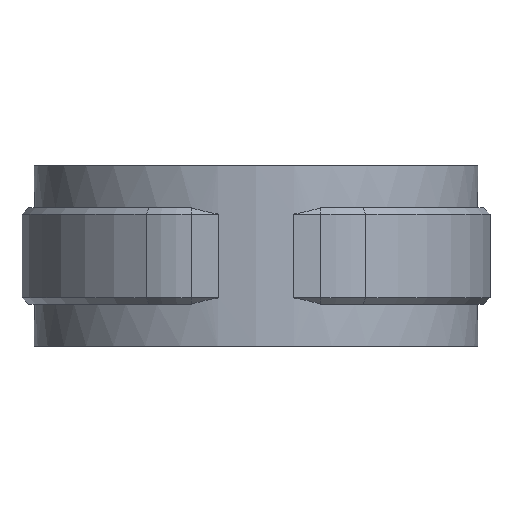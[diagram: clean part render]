
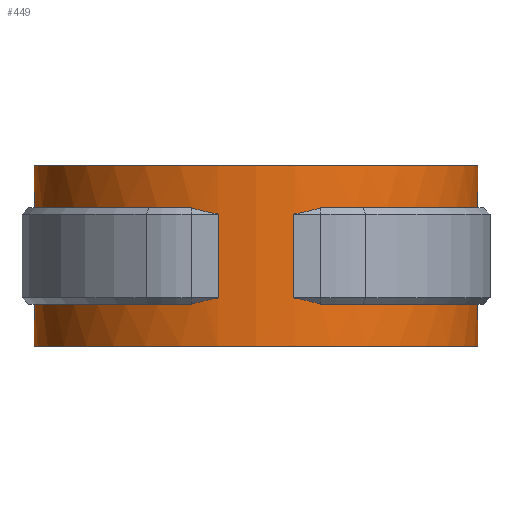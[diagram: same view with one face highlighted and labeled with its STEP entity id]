
A CAD part, front view. The second image highlights one B-rep face of the part: STEP entity #449.
In plain terms, the highlighted cylindrical face has radius 34.495 mm (diameter 68.99 mm), a partial arc.
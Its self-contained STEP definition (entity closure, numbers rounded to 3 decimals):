
#449 = ADVANCED_FACE( '', ( #891 ), #892, .T. );
#891 = FACE_OUTER_BOUND( '', #1971, .T. );
#892 = CYLINDRICAL_SURFACE( '', #1972, 34.495 );
#1971 = EDGE_LOOP( '', ( #4323, #4324, #4325, #4326, #4327, #4328, #4329, #4330, #4331, #4332, #4333, #4334, #4335, #4336, #4337, #4338 ) );
#1972 = AXIS2_PLACEMENT_3D( '', #4339, #4340, #4341 );
#4323 = ORIENTED_EDGE( '', *, *, #6890, .F. );
#4324 = ORIENTED_EDGE( '', *, *, #6891, .T. );
#4325 = ORIENTED_EDGE( '', *, *, #6892, .T. );
#4326 = ORIENTED_EDGE( '', *, *, #6893, .T. );
#4327 = ORIENTED_EDGE( '', *, *, #6894, .T. );
#4328 = ORIENTED_EDGE( '', *, *, #6870, .T. );
#4329 = ORIENTED_EDGE( '', *, *, #6882, .F. );
#4330 = ORIENTED_EDGE( '', *, *, #6739, .F. );
#4331 = ORIENTED_EDGE( '', *, *, #6895, .F. );
#4332 = ORIENTED_EDGE( '', *, *, #6896, .T. );
#4333 = ORIENTED_EDGE( '', *, *, #6897, .F. );
#4334 = ORIENTED_EDGE( '', *, *, #6898, .T. );
#4335 = ORIENTED_EDGE( '', *, *, #6899, .T. );
#4336 = ORIENTED_EDGE( '', *, *, #6733, .F. );
#4337 = ORIENTED_EDGE( '', *, *, #6884, .T. );
#4338 = ORIENTED_EDGE( '', *, *, #6875, .T. );
#4339 = CARTESIAN_POINT( '', ( 0., 0., -26.5 ) );
#4340 = DIRECTION( '', ( 0., 0., -1. ) );
#4341 = DIRECTION( '', ( -1., 0., 0. ) );
#6733 = EDGE_CURVE( '', #7773, #7775, #7776, .T. );
#6739 = EDGE_CURVE( '', #7785, #7769, #7787, .T. );
#6870 = EDGE_CURVE( '', #8013, #8011, #8014, .T. );
#6875 = EDGE_CURVE( '', #8006, #8020, #8022, .T. );
#6882 = EDGE_CURVE( '', #7769, #8011, #8034, .T. );
#6884 = EDGE_CURVE( '', #7773, #8006, #8037, .T. );
#6890 = EDGE_CURVE( '', #8047, #8020, #8048, .T. );
#6891 = EDGE_CURVE( '', #8047, #8049, #8050, .F. );
#6892 = EDGE_CURVE( '', #8049, #8051, #8052, .T. );
#6893 = EDGE_CURVE( '', #8051, #8053, #8054, .T. );
#6894 = EDGE_CURVE( '', #8053, #8013, #8055, .T. );
#6895 = EDGE_CURVE( '', #8056, #7785, #8057, .T. );
#6896 = EDGE_CURVE( '', #8056, #8058, #8059, .T. );
#6897 = EDGE_CURVE( '', #8060, #8058, #8061, .T. );
#6898 = EDGE_CURVE( '', #8060, #8062, #8063, .F. );
#6899 = EDGE_CURVE( '', #8062, #7775, #8064, .T. );
#7769 = VERTEX_POINT( '', #10349 );
#7773 = VERTEX_POINT( '', #10355 );
#7775 = VERTEX_POINT( '', #10358 );
#7776 = LINE( '', #10359, #10360 );
#7785 = VERTEX_POINT( '', #10377 );
#7787 = LINE( '', #10380, #10381 );
#8006 = VERTEX_POINT( '', #11599 );
#8011 = VERTEX_POINT( '', #11606 );
#8013 = VERTEX_POINT( '', #11609 );
#8014 = LINE( '', #11610, #11611 );
#8020 = VERTEX_POINT( '', #11622 );
#8022 = LINE( '', #11625, #11626 );
#8034 = CIRCLE( '', #11641, 34.495 );
#8037 = CIRCLE( '', #11645, 34.495 );
#8047 = VERTEX_POINT( '', #11657 );
#8048 = CIRCLE( '', #11658, 34.495 );
#8049 = VERTEX_POINT( '', #11659 );
#8050 = ELLIPSE( '', #11660, 48.783, 34.495 );
#8051 = VERTEX_POINT( '', #11661 );
#8052 = LINE( '', #11662, #11663 );
#8053 = VERTEX_POINT( '', #11664 );
#8054 = ELLIPSE( '', #11665, 48.783, 34.495 );
#8055 = CIRCLE( '', #11666, 34.495 );
#8056 = VERTEX_POINT( '', #11667 );
#8057 = CIRCLE( '', #11668, 34.495 );
#8058 = VERTEX_POINT( '', #11669 );
#8059 = ELLIPSE( '', #11670, 48.783, 34.495 );
#8060 = VERTEX_POINT( '', #11671 );
#8061 = LINE( '', #11672, #11673 );
#8062 = VERTEX_POINT( '', #11674 );
#8063 = ELLIPSE( '', #11675, 48.783, 34.495 );
#8064 = CIRCLE( '', #11676, 34.495 );
#10349 = CARTESIAN_POINT( '', ( -6.1, 33.951, 1.5 ) );
#10355 = CARTESIAN_POINT( '', ( -6.1, 33.951, -26.5 ) );
#10358 = CARTESIAN_POINT( '', ( -6.1, 33.951, -20. ) );
#10359 = CARTESIAN_POINT( '', ( -6.1, 33.951, -26.5 ) );
#10360 = VECTOR( '', #13451, 1000. );
#10377 = CARTESIAN_POINT( '', ( -6.1, 33.951, -5. ) );
#10380 = CARTESIAN_POINT( '', ( -6.1, 33.951, -26.5 ) );
#10381 = VECTOR( '', #13455, 1000. );
#11599 = CARTESIAN_POINT( '', ( 6.1, 33.951, -26.5 ) );
#11606 = CARTESIAN_POINT( '', ( 6.1, 33.951, 1.5 ) );
#11609 = CARTESIAN_POINT( '', ( 6.1, 33.951, -5. ) );
#11610 = CARTESIAN_POINT( '', ( 6.1, 33.951, -26.5 ) );
#11611 = VECTOR( '', #13580, 1000. );
#11622 = CARTESIAN_POINT( '', ( 6.1, 33.951, -20. ) );
#11625 = CARTESIAN_POINT( '', ( 6.1, 33.951, -26.5 ) );
#11626 = VECTOR( '', #13584, 1000. );
#11641 = AXIS2_PLACEMENT_3D( '', #13597, #13598, #13599 );
#11645 = AXIS2_PLACEMENT_3D( '', #13601, #13602, #13603 );
#11657 = CARTESIAN_POINT( '', ( 10.045, -33., -20. ) );
#11658 = AXIS2_PLACEMENT_3D( '', #13615, #13616, #13617 );
#11659 = CARTESIAN_POINT( '', ( 5.823, -34., -19. ) );
#11660 = AXIS2_PLACEMENT_3D( '', #13618, #13619, #13620 );
#11661 = CARTESIAN_POINT( '', ( 5.823, -34., -6. ) );
#11662 = CARTESIAN_POINT( '', ( 5.823, -34., -20. ) );
#11663 = VECTOR( '', #13621, 1000. );
#11664 = CARTESIAN_POINT( '', ( 10.045, -33., -5. ) );
#11665 = AXIS2_PLACEMENT_3D( '', #13622, #13623, #13624 );
#11666 = AXIS2_PLACEMENT_3D( '', #13625, #13626, #13627 );
#11667 = CARTESIAN_POINT( '', ( -10.045, -33., -5. ) );
#11668 = AXIS2_PLACEMENT_3D( '', #13628, #13629, #13630 );
#11669 = CARTESIAN_POINT( '', ( -5.823, -34., -6. ) );
#11670 = AXIS2_PLACEMENT_3D( '', #13631, #13632, #13633 );
#11671 = CARTESIAN_POINT( '', ( -5.823, -34., -19. ) );
#11672 = CARTESIAN_POINT( '', ( -5.823, -34., -20. ) );
#11673 = VECTOR( '', #13634, 1000. );
#11674 = CARTESIAN_POINT( '', ( -10.045, -33., -20. ) );
#11675 = AXIS2_PLACEMENT_3D( '', #13635, #13636, #13637 );
#11676 = AXIS2_PLACEMENT_3D( '', #13638, #13639, #13640 );
#13451 = DIRECTION( '', ( 0., 0., 1. ) );
#13455 = DIRECTION( '', ( 0., 0., 1. ) );
#13580 = DIRECTION( '', ( 0., 0., 1. ) );
#13584 = DIRECTION( '', ( 0., 0., 1. ) );
#13597 = CARTESIAN_POINT( '', ( 0., 0., 1.5 ) );
#13598 = DIRECTION( '', ( 0., 0., 1. ) );
#13599 = DIRECTION( '', ( 1., 0., 0. ) );
#13601 = CARTESIAN_POINT( '', ( 0., 0., -26.5 ) );
#13602 = DIRECTION( '', ( 0., 0., 1. ) );
#13603 = DIRECTION( '', ( 1., 0., 0. ) );
#13615 = CARTESIAN_POINT( '', ( 0., 0., -20. ) );
#13616 = DIRECTION( '', ( 0., 0., 1. ) );
#13617 = DIRECTION( '', ( 1., 0., 0. ) );
#13618 = CARTESIAN_POINT( '', ( 0., 0., -53. ) );
#13619 = DIRECTION( '', ( 0., 0.707, 0.707 ) );
#13620 = DIRECTION( '', ( 0., -0.707, 0.707 ) );
#13621 = DIRECTION( '', ( 0., 0., 1. ) );
#13622 = CARTESIAN_POINT( '', ( 0., 0., 28. ) );
#13623 = DIRECTION( '', ( 0., -0.707, 0.707 ) );
#13624 = DIRECTION( '', ( 0., 0.707, 0.707 ) );
#13625 = CARTESIAN_POINT( '', ( 0., 0., -5. ) );
#13626 = DIRECTION( '', ( 0., 0., 1. ) );
#13627 = DIRECTION( '', ( 1., 0., 0. ) );
#13628 = CARTESIAN_POINT( '', ( 0., 0., -5. ) );
#13629 = DIRECTION( '', ( 0., 0., -1. ) );
#13630 = DIRECTION( '', ( 1., 0., 0. ) );
#13631 = CARTESIAN_POINT( '', ( 0., 0., 28. ) );
#13632 = DIRECTION( '', ( 0., -0.707, 0.707 ) );
#13633 = DIRECTION( '', ( 0., 0.707, 0.707 ) );
#13634 = DIRECTION( '', ( 0., 0., 1. ) );
#13635 = CARTESIAN_POINT( '', ( 0., 0., -53. ) );
#13636 = DIRECTION( '', ( 0., 0.707, 0.707 ) );
#13637 = DIRECTION( '', ( 0., -0.707, 0.707 ) );
#13638 = CARTESIAN_POINT( '', ( 0., 0., -20. ) );
#13639 = DIRECTION( '', ( 0., 0., -1. ) );
#13640 = DIRECTION( '', ( 1., 0., 0. ) );
